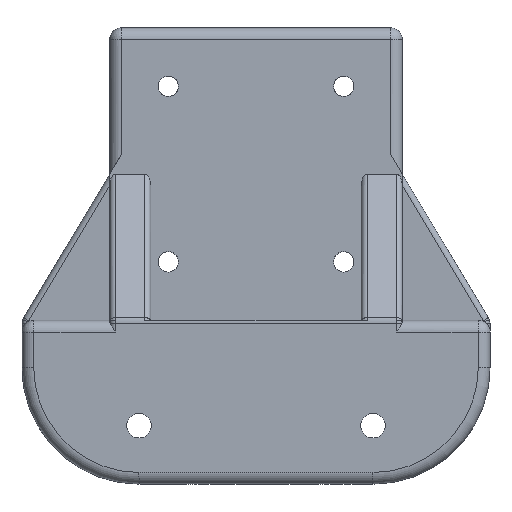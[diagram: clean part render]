
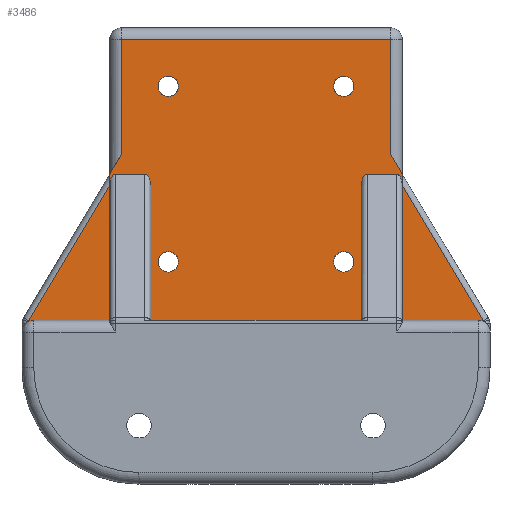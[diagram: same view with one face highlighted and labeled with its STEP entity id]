
A CAD part, front view. The second image highlights one B-rep face of the part: STEP entity #3486.
In plain terms, the highlighted planar face has unit normal (0, -1, 0).
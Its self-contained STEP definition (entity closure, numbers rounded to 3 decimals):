
#61=ELLIPSE('',#3801,2.047,1.);
#62=ELLIPSE('',#3802,2.047,1.);
#63=ELLIPSE('',#3803,2.047,1.);
#64=ELLIPSE('',#3804,2.047,1.);
#92=FACE_BOUND('',#543,.T.);
#93=FACE_BOUND('',#544,.T.);
#94=FACE_BOUND('',#545,.T.);
#95=FACE_BOUND('',#546,.T.);
#149=PLANE('',#3798);
#319=FACE_OUTER_BOUND('',#542,.T.);
#542=EDGE_LOOP('',(#2597,#2598,#2599,#2600,#2601,#2602,#2603,#2604,#2605,
#2606,#2607,#2608,#2609,#2610,#2611,#2612,#2613,#2614,#2615,#2616,#2617,
#2618,#2619,#2620,#2621,#2622));
#543=EDGE_LOOP('',(#2623));
#544=EDGE_LOOP('',(#2624));
#545=EDGE_LOOP('',(#2625));
#546=EDGE_LOOP('',(#2626));
#803=LINE('',#6191,#1044);
#812=LINE('',#6220,#1053);
#813=LINE('',#6224,#1054);
#814=LINE('',#6226,#1055);
#815=LINE('',#6228,#1056);
#816=LINE('',#6230,#1057);
#817=LINE('',#6236,#1058);
#818=LINE('',#6238,#1059);
#819=LINE('',#6242,#1060);
#820=LINE('',#6246,#1061);
#821=LINE('',#6248,#1062);
#822=LINE('',#6250,#1063);
#823=LINE('',#6254,#1064);
#824=LINE('',#6258,#1065);
#825=LINE('',#6260,#1066);
#826=LINE('',#6266,#1067);
#827=LINE('',#6268,#1068);
#828=LINE('',#6269,#1069);
#1044=VECTOR('',#4447,10.);
#1053=VECTOR('',#4478,10.);
#1054=VECTOR('',#4483,10.);
#1055=VECTOR('',#4484,10.);
#1056=VECTOR('',#4485,10.);
#1057=VECTOR('',#4486,10.);
#1058=VECTOR('',#4491,10.);
#1059=VECTOR('',#4492,10.);
#1060=VECTOR('',#4495,10.);
#1061=VECTOR('',#4498,10.);
#1062=VECTOR('',#4499,10.);
#1063=VECTOR('',#4500,10.);
#1064=VECTOR('',#4503,10.);
#1065=VECTOR('',#4506,10.);
#1066=VECTOR('',#4507,10.);
#1067=VECTOR('',#4512,10.);
#1068=VECTOR('',#4513,10.);
#1069=VECTOR('',#4514,10.);
#1265=CIRCLE('',#3799,1.);
#1266=CIRCLE('',#3800,2.);
#1267=CIRCLE('',#3805,2.);
#1268=CIRCLE('',#3806,1.);
#1269=CIRCLE('',#3807,1.75);
#1270=CIRCLE('',#3808,1.75);
#1271=CIRCLE('',#3809,1.75);
#1272=CIRCLE('',#3810,1.75);
#1536=VERTEX_POINT('',#6188);
#1537=VERTEX_POINT('',#6190);
#1546=VERTEX_POINT('',#6219);
#1547=VERTEX_POINT('',#6223);
#1548=VERTEX_POINT('',#6225);
#1549=VERTEX_POINT('',#6227);
#1550=VERTEX_POINT('',#6229);
#1551=VERTEX_POINT('',#6231);
#1552=VERTEX_POINT('',#6233);
#1553=VERTEX_POINT('',#6235);
#1554=VERTEX_POINT('',#6237);
#1555=VERTEX_POINT('',#6239);
#1556=VERTEX_POINT('',#6241);
#1557=VERTEX_POINT('',#6243);
#1558=VERTEX_POINT('',#6245);
#1559=VERTEX_POINT('',#6247);
#1560=VERTEX_POINT('',#6249);
#1561=VERTEX_POINT('',#6251);
#1562=VERTEX_POINT('',#6253);
#1563=VERTEX_POINT('',#6255);
#1564=VERTEX_POINT('',#6257);
#1565=VERTEX_POINT('',#6259);
#1566=VERTEX_POINT('',#6261);
#1567=VERTEX_POINT('',#6263);
#1568=VERTEX_POINT('',#6265);
#1569=VERTEX_POINT('',#6267);
#1570=VERTEX_POINT('',#6270);
#1571=VERTEX_POINT('',#6272);
#1572=VERTEX_POINT('',#6274);
#1573=VERTEX_POINT('',#6276);
#1917=EDGE_CURVE('',#1536,#1537,#803,.T.);
#1932=EDGE_CURVE('',#1537,#1546,#812,.T.);
#1934=EDGE_CURVE('',#1547,#1536,#813,.T.);
#1935=EDGE_CURVE('',#1548,#1547,#814,.T.);
#1936=EDGE_CURVE('',#1549,#1548,#815,.T.);
#1937=EDGE_CURVE('',#1550,#1549,#816,.T.);
#1938=EDGE_CURVE('',#1551,#1550,#1265,.T.);
#1939=EDGE_CURVE('',#1551,#1552,#1266,.T.);
#1940=EDGE_CURVE('',#1553,#1552,#817,.T.);
#1941=EDGE_CURVE('',#1554,#1553,#818,.T.);
#1942=EDGE_CURVE('',#1555,#1554,#61,.F.);
#1943=EDGE_CURVE('',#1555,#1556,#819,.T.);
#1944=EDGE_CURVE('',#1557,#1556,#62,.F.);
#1945=EDGE_CURVE('',#1557,#1558,#820,.T.);
#1946=EDGE_CURVE('',#1559,#1558,#821,.T.);
#1947=EDGE_CURVE('',#1559,#1560,#822,.T.);
#1948=EDGE_CURVE('',#1561,#1560,#63,.F.);
#1949=EDGE_CURVE('',#1561,#1562,#823,.T.);
#1950=EDGE_CURVE('',#1562,#1563,#64,.T.);
#1951=EDGE_CURVE('',#1564,#1563,#824,.T.);
#1952=EDGE_CURVE('',#1565,#1564,#825,.T.);
#1953=EDGE_CURVE('',#1566,#1565,#1267,.F.);
#1954=EDGE_CURVE('',#1567,#1566,#1268,.T.);
#1955=EDGE_CURVE('',#1568,#1567,#826,.T.);
#1956=EDGE_CURVE('',#1569,#1568,#827,.T.);
#1957=EDGE_CURVE('',#1546,#1569,#828,.T.);
#1958=EDGE_CURVE('',#1570,#1570,#1269,.T.);
#1959=EDGE_CURVE('',#1571,#1571,#1270,.T.);
#1960=EDGE_CURVE('',#1572,#1572,#1271,.T.);
#1961=EDGE_CURVE('',#1573,#1573,#1272,.T.);
#2597=ORIENTED_EDGE('',*,*,#1917,.F.);
#2598=ORIENTED_EDGE('',*,*,#1934,.F.);
#2599=ORIENTED_EDGE('',*,*,#1935,.F.);
#2600=ORIENTED_EDGE('',*,*,#1936,.F.);
#2601=ORIENTED_EDGE('',*,*,#1937,.F.);
#2602=ORIENTED_EDGE('',*,*,#1938,.F.);
#2603=ORIENTED_EDGE('',*,*,#1939,.T.);
#2604=ORIENTED_EDGE('',*,*,#1940,.F.);
#2605=ORIENTED_EDGE('',*,*,#1941,.F.);
#2606=ORIENTED_EDGE('',*,*,#1942,.F.);
#2607=ORIENTED_EDGE('',*,*,#1943,.T.);
#2608=ORIENTED_EDGE('',*,*,#1944,.F.);
#2609=ORIENTED_EDGE('',*,*,#1945,.T.);
#2610=ORIENTED_EDGE('',*,*,#1946,.F.);
#2611=ORIENTED_EDGE('',*,*,#1947,.T.);
#2612=ORIENTED_EDGE('',*,*,#1948,.F.);
#2613=ORIENTED_EDGE('',*,*,#1949,.T.);
#2614=ORIENTED_EDGE('',*,*,#1950,.T.);
#2615=ORIENTED_EDGE('',*,*,#1951,.F.);
#2616=ORIENTED_EDGE('',*,*,#1952,.F.);
#2617=ORIENTED_EDGE('',*,*,#1953,.F.);
#2618=ORIENTED_EDGE('',*,*,#1954,.F.);
#2619=ORIENTED_EDGE('',*,*,#1955,.F.);
#2620=ORIENTED_EDGE('',*,*,#1956,.F.);
#2621=ORIENTED_EDGE('',*,*,#1957,.F.);
#2622=ORIENTED_EDGE('',*,*,#1932,.F.);
#2623=ORIENTED_EDGE('',*,*,#1958,.F.);
#2624=ORIENTED_EDGE('',*,*,#1959,.F.);
#2625=ORIENTED_EDGE('',*,*,#1960,.F.);
#2626=ORIENTED_EDGE('',*,*,#1961,.F.);
#3486=ADVANCED_FACE('',(#319,#92,#93,#94,#95),#149,.T.);
#3798=AXIS2_PLACEMENT_3D('',#6222,#4481,#4482);
#3799=AXIS2_PLACEMENT_3D('',#6232,#4487,#4488);
#3800=AXIS2_PLACEMENT_3D('',#6234,#4489,#4490);
#3801=AXIS2_PLACEMENT_3D('',#6240,#4493,#4494);
#3802=AXIS2_PLACEMENT_3D('',#6244,#4496,#4497);
#3803=AXIS2_PLACEMENT_3D('',#6252,#4501,#4502);
#3804=AXIS2_PLACEMENT_3D('',#6256,#4504,#4505);
#3805=AXIS2_PLACEMENT_3D('',#6262,#4508,#4509);
#3806=AXIS2_PLACEMENT_3D('',#6264,#4510,#4511);
#3807=AXIS2_PLACEMENT_3D('',#6271,#4515,#4516);
#3808=AXIS2_PLACEMENT_3D('',#6273,#4517,#4518);
#3809=AXIS2_PLACEMENT_3D('',#6275,#4519,#4520);
#3810=AXIS2_PLACEMENT_3D('',#6277,#4521,#4522);
#4447=DIRECTION('',(1.,0.,0.));
#4478=DIRECTION('',(0.,0.,-1.));
#4481=DIRECTION('center_axis',(0.,-1.,0.));
#4482=DIRECTION('ref_axis',(1.,0.,0.));
#4483=DIRECTION('',(0.,0.,1.));
#4484=DIRECTION('',(0.514,0.,0.857));
#4485=DIRECTION('',(0.,0.,1.));
#4486=DIRECTION('',(0.514,0.,0.857));
#4487=DIRECTION('center_axis',(0.,1.,0.));
#4488=DIRECTION('ref_axis',(-0.964,0.,0.267));
#4489=DIRECTION('center_axis',(0.,1.,0.));
#4490=DIRECTION('ref_axis',(-0.707,0.,0.707));
#4491=DIRECTION('',(-1.,0.,0.));
#4492=DIRECTION('',(0.,0.,-1.));
#4493=DIRECTION('center_axis',(0.,1.,0.));
#4494=DIRECTION('ref_axis',(0.,0.,1.));
#4495=DIRECTION('',(1.,0.,0.));
#4496=DIRECTION('center_axis',(0.,1.,0.));
#4497=DIRECTION('ref_axis',(0.,0.,1.));
#4498=DIRECTION('',(0.,0.,-1.));
#4499=DIRECTION('',(-1.,0.,0.));
#4500=DIRECTION('',(0.,0.,1.));
#4501=DIRECTION('center_axis',(0.,1.,0.));
#4502=DIRECTION('ref_axis',(0.,0.,1.));
#4503=DIRECTION('',(1.,0.,0.));
#4504=DIRECTION('center_axis',(0.,1.,0.));
#4505=DIRECTION('ref_axis',(0.,0.,1.));
#4506=DIRECTION('',(0.,0.,1.));
#4507=DIRECTION('',(-1.,0.,0.));
#4508=DIRECTION('center_axis',(0.,1.,0.));
#4509=DIRECTION('ref_axis',(0.707,0.,0.707));
#4510=DIRECTION('center_axis',(0.,1.,0.));
#4511=DIRECTION('ref_axis',(0.964,0.,0.267));
#4512=DIRECTION('',(0.514,0.,-0.857));
#4513=DIRECTION('',(0.,0.,-1.));
#4514=DIRECTION('',(0.514,0.,-0.857));
#4515=DIRECTION('center_axis',(0.,-1.,0.));
#4516=DIRECTION('ref_axis',(0.,0.,-1.));
#4517=DIRECTION('center_axis',(0.,-1.,0.));
#4518=DIRECTION('ref_axis',(0.,0.,-1.));
#4519=DIRECTION('center_axis',(0.,-1.,0.));
#4520=DIRECTION('ref_axis',(0.,0.,-1.));
#4521=DIRECTION('center_axis',(0.,-1.,0.));
#4522=DIRECTION('ref_axis',(0.,0.,-1.));
#6188=CARTESIAN_POINT('',(-23.,-20.,56.));
#6190=CARTESIAN_POINT('',(23.,-20.,56.));
#6191=CARTESIAN_POINT('',(-12.5,-20.,56.));
#6219=CARTESIAN_POINT('',(23.,-20.,36.333));
#6220=CARTESIAN_POINT('',(23.,-20.,8.));
#6222=CARTESIAN_POINT('Origin',(-25.,-20.,8.));
#6223=CARTESIAN_POINT('',(-23.,-20.,36.333));
#6224=CARTESIAN_POINT('',(-23.,-20.,8.));
#6225=CARTESIAN_POINT('',(-25.,-20.,33.));
#6226=CARTESIAN_POINT('',(-38.015,-20.,11.309));
#6227=CARTESIAN_POINT('',(-25.,-20.,31.056));
#6228=CARTESIAN_POINT('',(-25.,-20.,8.));
#6229=CARTESIAN_POINT('',(-38.857,-20.,7.961));
#6230=CARTESIAN_POINT('',(-37.157,-20.,10.794));
#6231=CARTESIAN_POINT('',(-38.949,-20.,7.76));
#6232=CARTESIAN_POINT('Origin',(-38.,-20.,7.446));
#6233=CARTESIAN_POINT('',(-38.,-20.,8.));
#6234=CARTESIAN_POINT('Origin',(-38.,-20.,6.));
#6235=CARTESIAN_POINT('',(-25.,-20.,8.));
#6236=CARTESIAN_POINT('',(-16.25,-20.,8.));
#6237=CARTESIAN_POINT('',(-25.,-20.,30.953));
#6238=CARTESIAN_POINT('',(-25.,-20.,14.25));
#6239=CARTESIAN_POINT('',(-24.,-20.,33.));
#6240=CARTESIAN_POINT('Origin',(-24.,-20.,30.953));
#6241=CARTESIAN_POINT('',(-19.,-20.,33.));
#6242=CARTESIAN_POINT('',(-25.,-20.,33.));
#6243=CARTESIAN_POINT('',(-18.,-20.,30.953));
#6244=CARTESIAN_POINT('Origin',(-19.,-20.,30.953));
#6245=CARTESIAN_POINT('',(-18.,-20.,8.));
#6246=CARTESIAN_POINT('',(-18.,-20.,14.25));
#6247=CARTESIAN_POINT('',(18.,-20.,8.));
#6248=CARTESIAN_POINT('',(-12.5,-20.,8.));
#6249=CARTESIAN_POINT('',(18.,-20.,30.953));
#6250=CARTESIAN_POINT('',(18.,-20.,14.25));
#6251=CARTESIAN_POINT('',(19.,-20.,33.));
#6252=CARTESIAN_POINT('Origin',(19.,-20.,30.953));
#6253=CARTESIAN_POINT('',(24.,-20.,33.));
#6254=CARTESIAN_POINT('',(0.,-20.,33.));
#6255=CARTESIAN_POINT('',(25.,-20.,30.953));
#6256=CARTESIAN_POINT('Origin',(24.,-20.,30.953));
#6257=CARTESIAN_POINT('',(25.,-20.,8.));
#6258=CARTESIAN_POINT('',(25.,-20.,14.25));
#6259=CARTESIAN_POINT('',(38.,-20.,8.));
#6260=CARTESIAN_POINT('',(16.25,-20.,8.));
#6261=CARTESIAN_POINT('',(38.949,-20.,7.76));
#6262=CARTESIAN_POINT('Origin',(38.,-20.,6.));
#6263=CARTESIAN_POINT('',(38.857,-20.,7.961));
#6264=CARTESIAN_POINT('Origin',(38.,-20.,7.446));
#6265=CARTESIAN_POINT('',(25.,-20.,31.056));
#6266=CARTESIAN_POINT('',(23.04,-20.,34.324));
#6267=CARTESIAN_POINT('',(25.,-20.,33.));
#6268=CARTESIAN_POINT('',(25.,-20.,8.));
#6269=CARTESIAN_POINT('',(23.897,-20.,34.838));
#6270=CARTESIAN_POINT('',(-15.,-20.,19.75));
#6271=CARTESIAN_POINT('Origin',(-15.,-20.,18.));
#6272=CARTESIAN_POINT('',(15.,-20.,49.75));
#6273=CARTESIAN_POINT('Origin',(15.,-20.,48.));
#6274=CARTESIAN_POINT('',(-15.,-20.,49.75));
#6275=CARTESIAN_POINT('Origin',(-15.,-20.,48.));
#6276=CARTESIAN_POINT('',(15.,-20.,19.75));
#6277=CARTESIAN_POINT('Origin',(15.,-20.,18.));
